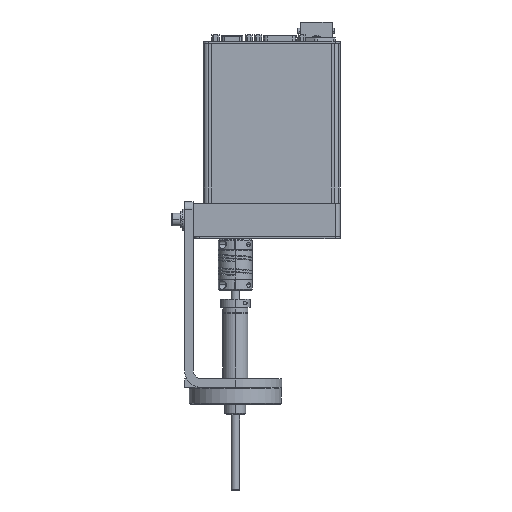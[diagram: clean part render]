
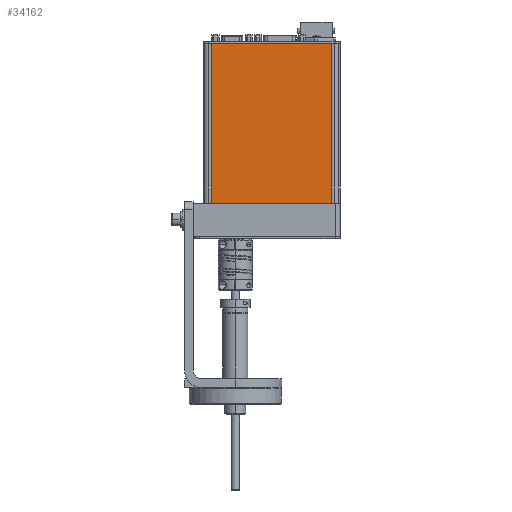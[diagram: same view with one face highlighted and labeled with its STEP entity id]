
A CAD part, left-side view. The second image highlights one B-rep face of the part: STEP entity #34162.
In plain terms, the highlighted planar face has unit normal (1, 0, 0).
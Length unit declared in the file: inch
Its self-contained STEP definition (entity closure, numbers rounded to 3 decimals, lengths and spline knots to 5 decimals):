
#1847 = FACE_OUTER_BOUND ( 'NONE', #29670, .T. ) ;
#3007 = DIRECTION ( 'NONE',  ( 0., 0., 1. ) ) ;
#3522 = CARTESIAN_POINT ( 'NONE',  ( -2.70113, 3.24444, 10.65256 ) ) ;
#3538 = CARTESIAN_POINT ( 'NONE',  ( -2.70113, 6.79956, 10.65256 ) ) ;
#4268 = DIRECTION ( 'NONE',  ( 0., 1., 0. ) ) ;
#4420 = CARTESIAN_POINT ( 'NONE',  ( -2.7026, 3.25625, 5.92856 ) ) ;
#7872 = CARTESIAN_POINT ( 'NONE',  ( -2.7026, 3.25625, 5.92856 ) ) ;
#7881 = CARTESIAN_POINT ( 'NONE',  ( -2.7026, 3.25625, 7.50323 ) ) ;
#8001 = CARTESIAN_POINT ( 'NONE',  ( -2.7026, 3.25625, 9.07789 ) ) ;
#8155 = CARTESIAN_POINT ( 'NONE',  ( -2.7026, 3.25625, 10.65256 ) ) ;
#11684 = CARTESIAN_POINT ( 'NONE',  ( -2.7026, 6.78774, 10.65256 ) ) ;
#15620 = VERTEX_POINT ( 'NONE', #26096 ) ;
#16073 = VERTEX_POINT ( 'NONE', #3538 ) ;
#18121 = B_SPLINE_CURVE_WITH_KNOTS ( 'NONE', 3,
 ( #8155, #8001, #7881, #7872 ),
 .UNSPECIFIED., .F., .F.,
 ( 4, 4 ),
 ( 0., 1. ),
 .UNSPECIFIED. ) ;
#19267 = DIRECTION ( 'NONE',  ( 0., -1., 0. ) ) ;
#20071 = VECTOR ( 'NONE', #19267, 39.37008 ) ;
#20165 = LINE ( 'NONE', #21254, #20071 ) ;
#21254 = CARTESIAN_POINT ( 'NONE',  ( -2.7026, 3.25625, 10.65256 ) ) ;
#22968 = CARTESIAN_POINT ( 'NONE',  ( -2.70066, 6.79956, 5.92856 ) ) ;
#23817 = ORIENTED_EDGE ( 'NONE', *, *, #26210, .T. ) ;
#24047 = ORIENTED_EDGE ( 'NONE', *, *, #26349, .T. ) ;
#24112 = ORIENTED_EDGE ( 'NONE', *, *, #26474, .T. ) ;
#24194 = ORIENTED_EDGE ( 'NONE', *, *, #26950, .T. ) ;
#26096 = CARTESIAN_POINT ( 'NONE',  ( -2.70066, 3.24444, 5.92856 ) ) ;
#26210 = EDGE_CURVE ( 'NONE', #28968, #15620, #18121, .T. ) ;
#26349 = EDGE_CURVE ( 'NONE', #15620, #38468, #45094, .T. ) ;
#26474 = EDGE_CURVE ( 'NONE', #38468, #16073, #41618, .T. ) ;
#26950 = EDGE_CURVE ( 'NONE', #16073, #28968, #20165, .T. ) ;
#28968 = VERTEX_POINT ( 'NONE', #3522 ) ;
#29670 = EDGE_LOOP ( 'NONE', ( #23817, #24047, #24112, #24194 ) ) ;
#34162 = ADVANCED_FACE ( 'NONE', ( #1847 ), #41386, .T. ) ;
#38468 = VERTEX_POINT ( 'NONE', #22968 ) ;
#38535 = DIRECTION ( 'NONE',  ( 0., -1., 0. ) ) ;
#38665 = CARTESIAN_POINT ( 'NONE',  ( -2.7026, 3.25625, 10.65256 ) ) ;
#38870 = DIRECTION ( 'NONE',  ( 1., 0., 0. ) ) ;
#40231 = AXIS2_PLACEMENT_3D ( 'NONE', #38665, #38870, #38535 ) ;
#41386 = PLANE ( 'NONE',  #40231 ) ;
#41452 = VECTOR ( 'NONE', #3007, 39.37008 ) ;
#41618 = LINE ( 'NONE', #11684, #41452 ) ;
#44478 = VECTOR ( 'NONE', #4268, 39.37008 ) ;
#45094 = LINE ( 'NONE', #4420, #44478 ) ;
